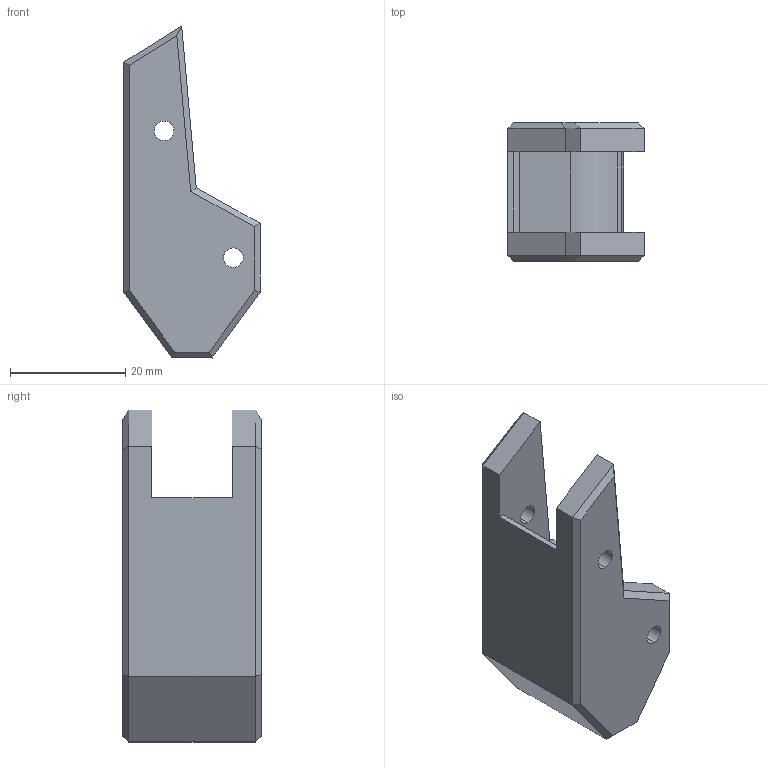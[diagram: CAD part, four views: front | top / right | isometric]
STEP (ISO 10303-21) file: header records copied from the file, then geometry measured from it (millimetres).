
FILE_DESCRIPTION (( 'STEP AP214' ), '1' );
FILE_NAME ('foot.STEP', '2022-07-28T11:28:12', ( '' ), ( '' ), 'SwSTEP 2.0', 'SolidWorks 2020', '' );
FILE_SCHEMA (( 'AUTOMOTIVE_DESIGN' ));
Length unit declared in the file: millimetre
Products named in the file (1): foot
Bounding box: 23.65 x 24 x 57.6 mm (x, y, z)
Volume: 11853.6 mm3; surface area: 5763.4 mm2
Topology: 1 solids, 1 shells, 47 faces, 119 edges, 74 vertices
Faces by surface type: plane 38, cylinder 9
Entity records: 1433 total; most frequent: CARTESIAN_POINT 241, ORIENTED_EDGE 238, DIRECTION 233, EDGE_CURVE 119, LINE 101, VECTOR 101, VERTEX_POINT 74, AXIS2_PLACEMENT_3D 66
